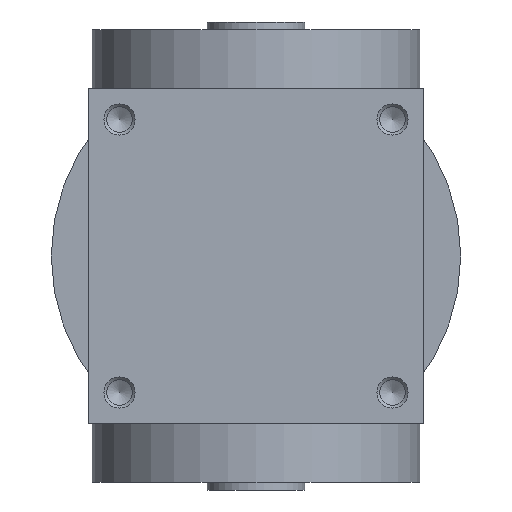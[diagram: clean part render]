
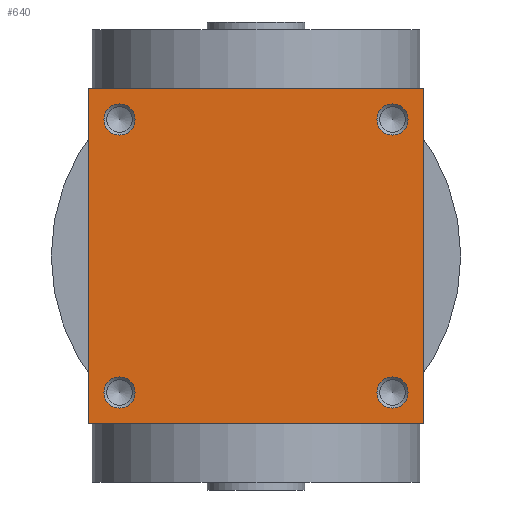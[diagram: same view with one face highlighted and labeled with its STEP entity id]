
A CAD part, left-side view. The second image highlights one B-rep face of the part: STEP entity #640.
In plain terms, the highlighted face is planar.
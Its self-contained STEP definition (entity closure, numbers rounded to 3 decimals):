
#640 = ADVANCED_FACE( '', ( #1424, #1425, #1426, #1427, #1428 ), #1429, .F. );
#1424 = FACE_BOUND( '', #2406, .T. );
#1425 = FACE_BOUND( '', #2407, .T. );
#1426 = FACE_BOUND( '', #2408, .T. );
#1427 = FACE_BOUND( '', #2409, .T. );
#1428 = FACE_OUTER_BOUND( '', #2410, .T. );
#1429 = PLANE( '', #2411 );
#2406 = EDGE_LOOP( '', ( #3964 ) );
#2407 = EDGE_LOOP( '', ( #3965 ) );
#2408 = EDGE_LOOP( '', ( #3966 ) );
#2409 = EDGE_LOOP( '', ( #3967 ) );
#2410 = EDGE_LOOP( '', ( #3968, #3969, #3970, #3971 ) );
#2411 = AXIS2_PLACEMENT_3D( '', #3972, #3973, #3974 );
#3964 = ORIENTED_EDGE( '', *, *, #5414, .F. );
#3965 = ORIENTED_EDGE( '', *, *, #5006, .T. );
#3966 = ORIENTED_EDGE( '', *, *, #5307, .F. );
#3967 = ORIENTED_EDGE( '', *, *, #5517, .T. );
#3968 = ORIENTED_EDGE( '', *, *, #5518, .F. );
#3969 = ORIENTED_EDGE( '', *, *, #5519, .F. );
#3970 = ORIENTED_EDGE( '', *, *, #5520, .F. );
#3971 = ORIENTED_EDGE( '', *, *, #5150, .F. );
#3972 = CARTESIAN_POINT( '', ( 0., 0., -43. ) );
#3973 = DIRECTION( '', ( 0., 0., 1. ) );
#3974 = DIRECTION( '', ( 1., 0., 0. ) );
#5006 = EDGE_CURVE( '', #5819, #5819, #5820, .T. );
#5150 = EDGE_CURVE( '', #6059, #6060, #6061, .T. );
#5307 = EDGE_CURVE( '', #6313, #6313, #6314, .T. );
#5414 = EDGE_CURVE( '', #6474, #6474, #6475, .T. );
#5517 = EDGE_CURVE( '', #6617, #6617, #6618, .T. );
#5518 = EDGE_CURVE( '', #6619, #6059, #6620, .T. );
#5519 = EDGE_CURVE( '', #6621, #6619, #6622, .T. );
#5520 = EDGE_CURVE( '', #6060, #6621, #6623, .T. );
#5819 = VERTEX_POINT( '', #6989 );
#5820 = CIRCLE( '', #6990, 4. );
#6059 = VERTEX_POINT( '', #7321 );
#6060 = VERTEX_POINT( '', #7322 );
#6061 = LINE( '', #7323, #7324 );
#6313 = VERTEX_POINT( '', #7632 );
#6314 = CIRCLE( '', #7633, 4. );
#6474 = VERTEX_POINT( '', #7836 );
#6475 = CIRCLE( '', #7837, 4. );
#6617 = VERTEX_POINT( '', #8012 );
#6618 = CIRCLE( '', #8013, 4. );
#6619 = VERTEX_POINT( '', #8014 );
#6620 = LINE( '', #8015, #8016 );
#6621 = VERTEX_POINT( '', #8017 );
#6622 = LINE( '', #8018, #8019 );
#6623 = LINE( '', #8020, #8021 );
#6989 = CARTESIAN_POINT( '', ( 39., 35., -43. ) );
#6990 = AXIS2_PLACEMENT_3D( '', #8444, #8445, #8446 );
#7321 = CARTESIAN_POINT( '', ( -43., -43., -43. ) );
#7322 = CARTESIAN_POINT( '', ( 43., -43., -43. ) );
#7323 = CARTESIAN_POINT( '', ( -43., -43., -43. ) );
#7324 = VECTOR( '', #8608, 1000. );
#7632 = CARTESIAN_POINT( '', ( -39., -35., -43. ) );
#7633 = AXIS2_PLACEMENT_3D( '', #8848, #8849, #8850 );
#7836 = CARTESIAN_POINT( '', ( -39., 35., -43. ) );
#7837 = AXIS2_PLACEMENT_3D( '', #9003, #9004, #9005 );
#8012 = CARTESIAN_POINT( '', ( 39., -35., -43. ) );
#8013 = AXIS2_PLACEMENT_3D( '', #9141, #9142, #9143 );
#8014 = CARTESIAN_POINT( '', ( -43., 43., -43. ) );
#8015 = CARTESIAN_POINT( '', ( -43., 43., -43. ) );
#8016 = VECTOR( '', #9144, 1000. );
#8017 = CARTESIAN_POINT( '', ( 43., 43., -43. ) );
#8018 = CARTESIAN_POINT( '', ( 43., 43., -43. ) );
#8019 = VECTOR( '', #9145, 1000. );
#8020 = CARTESIAN_POINT( '', ( 43., -43., -43. ) );
#8021 = VECTOR( '', #9146, 1000. );
#8444 = CARTESIAN_POINT( '', ( 35., 35., -43. ) );
#8445 = DIRECTION( '', ( 0., 0., 1. ) );
#8446 = DIRECTION( '', ( 1., 0., 0. ) );
#8608 = DIRECTION( '', ( 1., 0., 0. ) );
#8848 = CARTESIAN_POINT( '', ( -35., -35., -43. ) );
#8849 = DIRECTION( '', ( 0., 0., -1. ) );
#8850 = DIRECTION( '', ( -1., 0., 0. ) );
#9003 = CARTESIAN_POINT( '', ( -35., 35., -43. ) );
#9004 = DIRECTION( '', ( 0., 0., -1. ) );
#9005 = DIRECTION( '', ( -1., 0., 0. ) );
#9141 = CARTESIAN_POINT( '', ( 35., -35., -43. ) );
#9142 = DIRECTION( '', ( 0., 0., 1. ) );
#9143 = DIRECTION( '', ( 1., 0., 0. ) );
#9144 = DIRECTION( '', ( 0., -1., 0. ) );
#9145 = DIRECTION( '', ( -1., 0., 0. ) );
#9146 = DIRECTION( '', ( 0., 1., 0. ) );
